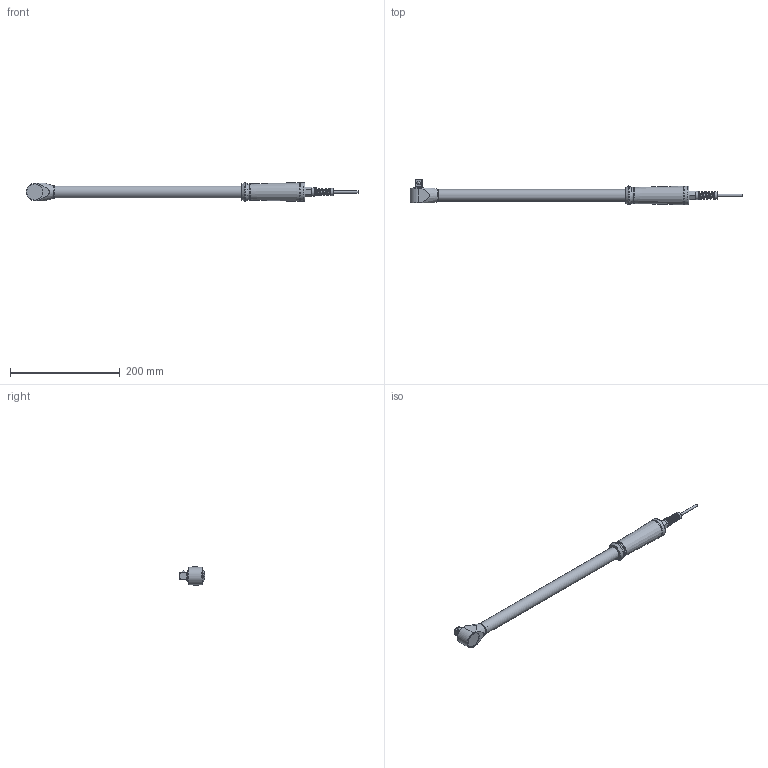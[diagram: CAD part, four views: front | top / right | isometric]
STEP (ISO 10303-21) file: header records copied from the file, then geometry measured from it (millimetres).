
FILE_DESCRIPTION((''),'2;1');
FILE_NAME('1200 IN-LB.stp','2011-02-18T15:51:20',('thomasl'),(''),'Autodesk Inventor 2011','Autodesk Inventor 2011','');
FILE_SCHEMA(('AUTOMOTIVE_DESIGN { 1 0 10303 214 1 1 1 1 }'));
Length unit declared in the file: inch
Products named in the file (2): 1200 IN-LB (SubstituteLevelofDetail1); 1200 IN-LB_Substitute_1
Assembly tree (1 placements, depth 2):
  1200 IN-LB (SubstituteLevelofDetail1)
    1200 IN-LB_Substitute_1
Bounding box: 604.52 x 47.26 x 34.58 mm (x, y, z)
Volume: 197449.5 mm3; surface area: 71517.9 mm2
Topology: 2 solids, 4 shells, 248 faces, 705 edges, 448 vertices
Faces by surface type: plane 120, cylinder 82, cone 26, bspline 9, torus 9, sphere 2
Full cylindrical faces by diameter (mm): 4.318 x1, 6.35 x1, 6.426 x2, 7.366 x2, 7.62 x4, 11.049 x1, 11.43 x1, 12.7 x1, 13.208 x1, 14.732 x1, 15.748 x1, 16.459 x4, 17.463 x2, 18.034 x1, 19.05 x1, 21.844 x2, 22.25 x1, 22.86 x1, 25.4 x3, 27.076 x1, 29.185 x1, 29.21 x1
Entity records: 10410 total; most frequent: CARTESIAN_POINT 4051, ORIENTED_EDGE 1252, DIRECTION 1237, EDGE_CURVE 626, AXIS2_PLACEMENT_3D 488, VERTEX_POINT 421, EDGE_LOOP 320, VECTOR 261
